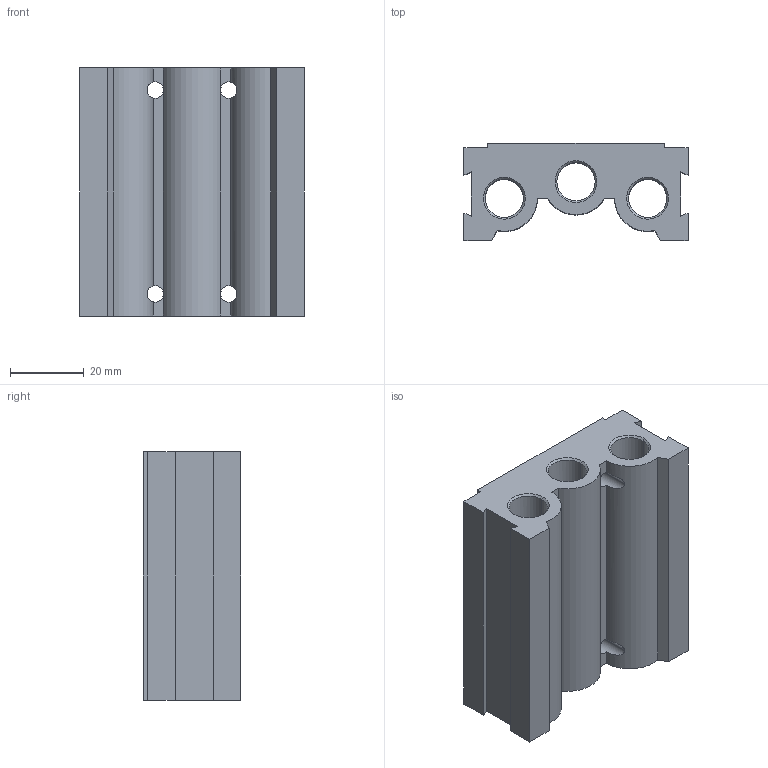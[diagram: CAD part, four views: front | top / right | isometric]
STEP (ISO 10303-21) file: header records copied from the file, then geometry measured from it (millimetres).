
FILE_DESCRIPTION (( 'STEP AP203' ), '1' );
FILE_NAME ('MF3500-02.STEP', '2016-05-09T05:51:51', ( '' ), ( '' ), 'SwSTEP 2.0', 'SolidWorks 2008', '' );
FILE_SCHEMA (( 'CONFIG_CONTROL_DESIGN' ));
Length unit declared in the file: millimetre
Products named in the file (1): MF3500-02
Bounding box: 61 x 26.5 x 67.5 mm (x, y, z)
Volume: 64195.7 mm3; surface area: 24398.5 mm2
Topology: 1 solids, 1 shells, 90 faces, 246 edges, 160 vertices
Faces by surface type: cylinder 41, plane 37, cone 12
Entity records: 3441 total; most frequent: CARTESIAN_POINT 1001, ORIENTED_EDGE 492, DIRECTION 490, EDGE_CURVE 246, AXIS2_PLACEMENT_3D 181, VERTEX_POINT 160, LINE 128, VECTOR 128
